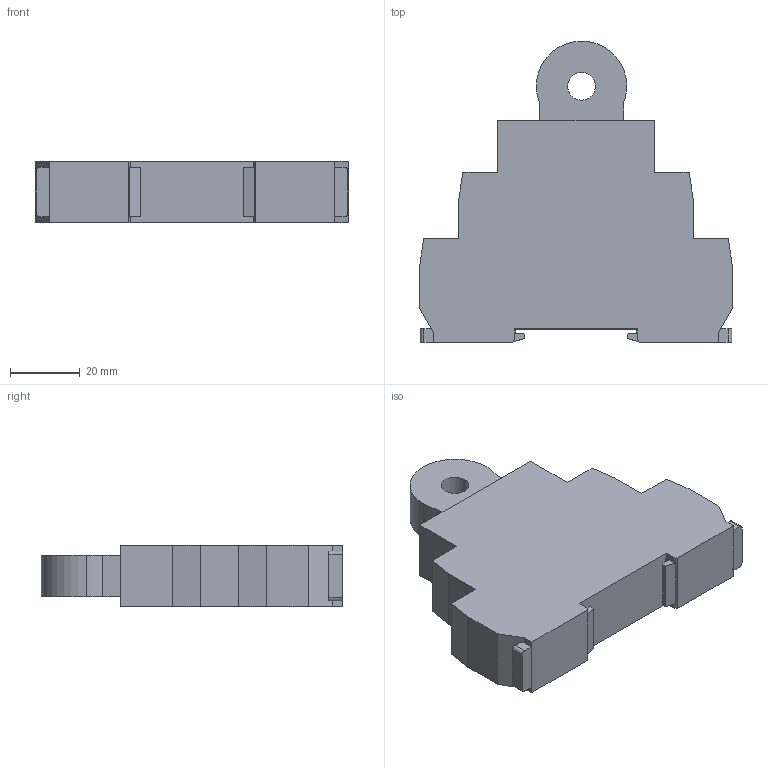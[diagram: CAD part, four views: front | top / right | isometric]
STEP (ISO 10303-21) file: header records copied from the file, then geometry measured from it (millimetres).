
FILE_DESCRIPTION (( 'STEP AP214' ), '1' );
FILE_NAME ('Geya_GRI8-05_3D.STEP', '2021-08-23T08:07:22', ( '' ), ( '' ), 'SwSTEP 2.0', 'SolidWorks 2016', '' );
FILE_SCHEMA (( 'AUTOMOTIVE_DESIGN' ));
Length unit declared in the file: millimetre
Products named in the file (1): Geya_GRI8-05_3D
Bounding box: 90 x 86.8 x 17.8 mm (x, y, z)
Volume: 84659.8 mm3; surface area: 16634.4 mm2
Topology: 1 solids, 1 shells, 96 faces, 258 edges, 172 vertices
Faces by surface type: plane 73, cylinder 23
Entity records: 3026 total; most frequent: CARTESIAN_POINT 527, ORIENTED_EDGE 516, DIRECTION 498, EDGE_CURVE 258, VECTOR 212, LINE 212, VERTEX_POINT 172, AXIS2_PLACEMENT_3D 143
